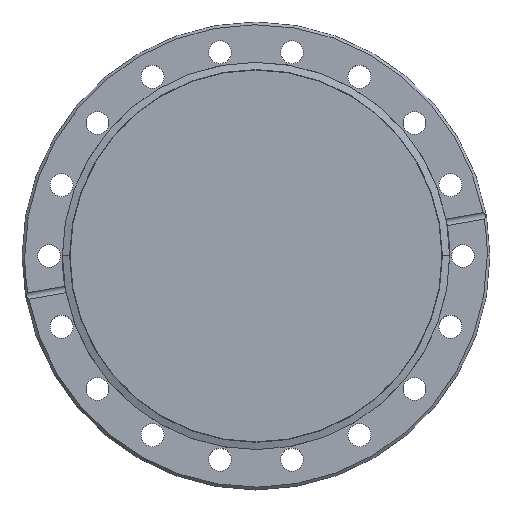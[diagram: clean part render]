
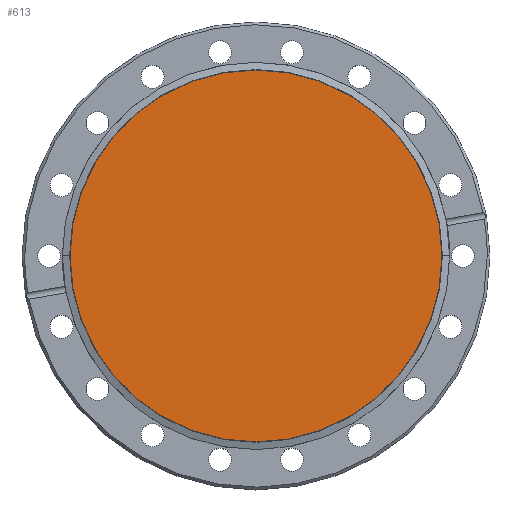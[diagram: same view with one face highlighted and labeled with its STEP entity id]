
A CAD part, top view. The second image highlights one B-rep face of the part: STEP entity #613.
In plain terms, the highlighted planar face has unit normal (0, 0, 1).
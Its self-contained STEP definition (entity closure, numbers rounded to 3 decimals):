
#167 = ORIENTED_EDGE ( 'NONE', *, *, #1798, .T. ) ;
#260 = DIRECTION ( 'NONE',  ( 0., 0., 1. ) ) ;
#262 = CARTESIAN_POINT ( 'NONE',  ( 68.098, 0., -1.2 ) ) ;
#394 = DIRECTION ( 'NONE',  ( 0., 0., 1. ) ) ;
#582 = CARTESIAN_POINT ( 'NONE',  ( 0., 0., -1.2 ) ) ;
#613 = ADVANCED_FACE ( 'NONE', ( #1245 ), #1390, .T. ) ;
#747 = DIRECTION ( 'NONE',  ( 1., 0., 0. ) ) ;
#883 = CARTESIAN_POINT ( 'NONE',  ( 0., 0., -1.2 ) ) ;
#915 = VERTEX_POINT ( 'NONE', #1971 ) ;
#1145 = ORIENTED_EDGE ( 'NONE', *, *, #1807, .T. ) ;
#1234 = CIRCLE ( 'NONE', #2043, 68.098 ) ;
#1245 = FACE_OUTER_BOUND ( 'NONE', #1766, .T. ) ;
#1246 = CARTESIAN_POINT ( 'NONE',  ( 0., 0., -1.2 ) ) ;
#1272 = VERTEX_POINT ( 'NONE', #262 ) ;
#1390 = PLANE ( 'NONE',  #1914 ) ;
#1418 = DIRECTION ( 'NONE',  ( 1., 0., 0. ) ) ;
#1558 = DIRECTION ( 'NONE',  ( 1., 0., 0. ) ) ;
#1604 = AXIS2_PLACEMENT_3D ( 'NONE', #1246, #260, #1418 ) ;
#1741 = DIRECTION ( 'NONE',  ( 0., 0., 1. ) ) ;
#1766 = EDGE_LOOP ( 'NONE', ( #167, #1145 ) ) ;
#1798 = EDGE_CURVE ( 'NONE', #1272, #915, #2111, .T. ) ;
#1807 = EDGE_CURVE ( 'NONE', #915, #1272, #1234, .T. ) ;
#1914 = AXIS2_PLACEMENT_3D ( 'NONE', #883, #394, #1558 ) ;
#1971 = CARTESIAN_POINT ( 'NONE',  ( -68.098, 0., -1.2 ) ) ;
#2043 = AXIS2_PLACEMENT_3D ( 'NONE', #582, #1741, #747 ) ;
#2111 = CIRCLE ( 'NONE', #1604, 68.098 ) ;
